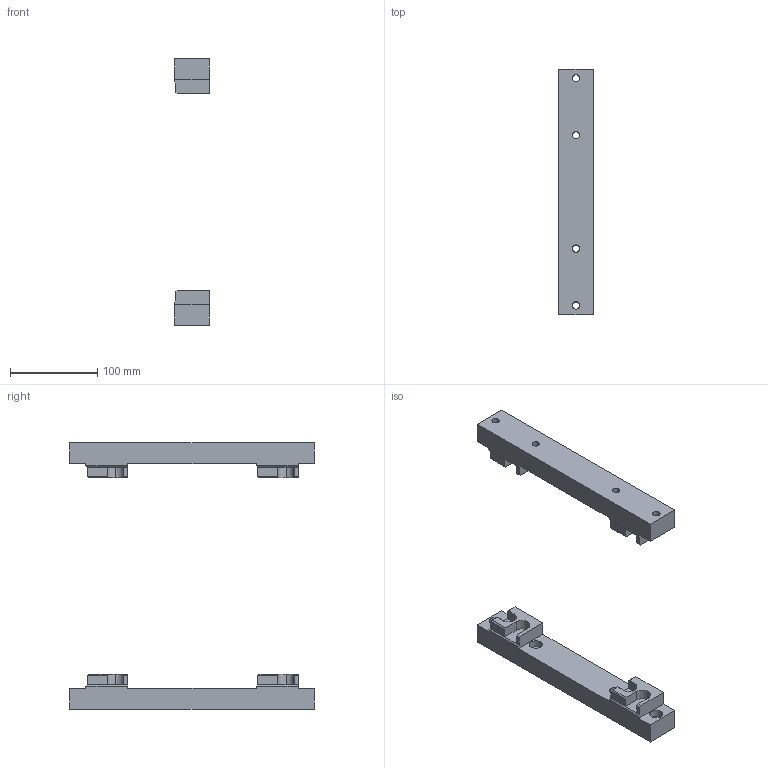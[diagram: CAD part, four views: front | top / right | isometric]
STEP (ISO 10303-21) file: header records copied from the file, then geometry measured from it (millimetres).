
FILE_DESCRIPTION (( 'STEP AP203' ), '1' );
FILE_NAME ('P0639.STEP', '2018-11-28T14:14:48', ( '' ), ( '' ), 'SwSTEP 2.0', 'SolidWorks 2017', '' );
FILE_SCHEMA (( 'CONFIG_CONTROL_DESIGN' ));
Length unit declared in the file: millimetre
Products named in the file (1): P0639
Bounding box: 40 x 280 x 305 mm (x, y, z)
Volume: 595663.3 mm3; surface area: 95386.2 mm2
Topology: 2 solids, 2 shells, 144 faces, 368 edges, 236 vertices
Faces by surface type: plane 100, cylinder 44
Entity records: 4423 total; most frequent: CARTESIAN_POINT 749, DIRECTION 746, ORIENTED_EDGE 736, EDGE_CURVE 368, VECTOR 280, LINE 280, VERTEX_POINT 236, AXIS2_PLACEMENT_3D 233
